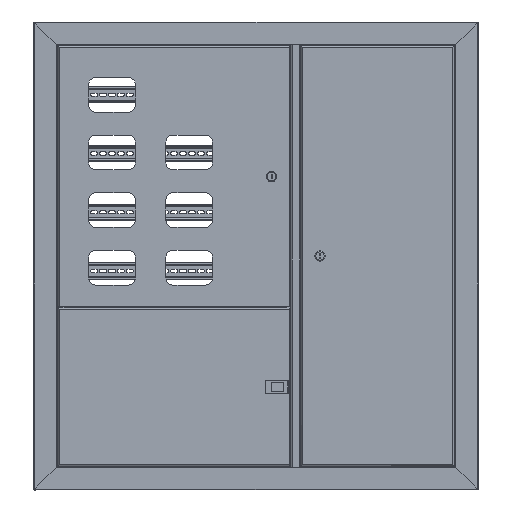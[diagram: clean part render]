
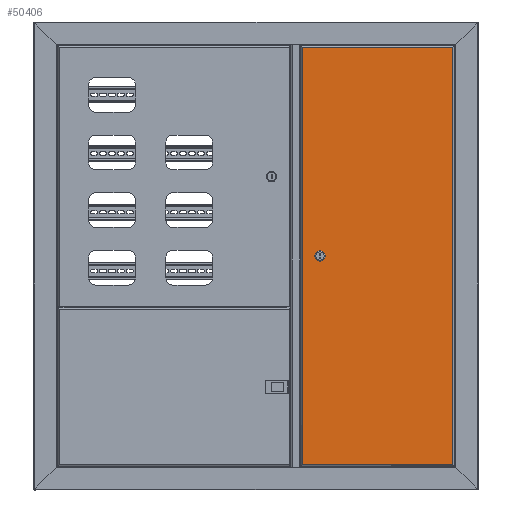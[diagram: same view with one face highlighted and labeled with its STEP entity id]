
A CAD part, top view. The second image highlights one B-rep face of the part: STEP entity #50406.
In plain terms, the highlighted planar face has unit normal (0, 0, 1).
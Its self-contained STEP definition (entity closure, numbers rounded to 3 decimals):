
#767 = ORIENTED_EDGE ( 'NONE', *, *, #39224, .F. ) ;
#1663 = CARTESIAN_POINT ( 'NONE',  ( 444.551, 31.5, 0. ) ) ;
#1704 = ORIENTED_EDGE ( 'NONE', *, *, #44691, .T. ) ;
#2161 = FACE_BOUND ( 'NONE', #22973, .T. ) ;
#2339 = ORIENTED_EDGE ( 'NONE', *, *, #46271, .T. ) ;
#2465 = VERTEX_POINT ( 'NONE', #35000 ) ;
#5327 = DIRECTION ( 'NONE',  ( 1., 0., 0. ) ) ;
#6225 = AXIS2_PLACEMENT_3D ( 'NONE', #15085, #32189, #6647 ) ;
#6314 = CARTESIAN_POINT ( 'NONE',  ( 448.2, 40., 0. ) ) ;
#6589 = EDGE_CURVE ( 'NONE', #46353, #36417, #51087, .T. ) ;
#6647 = DIRECTION ( 'NONE',  ( -1., 0., 0. ) ) ;
#8207 = LINE ( 'NONE', #37428, #55396 ) ;
#9045 = DIRECTION ( 'NONE',  ( 1., 0., 0. ) ) ;
#10747 = DIRECTION ( 'NONE',  ( -1., 0., 0. ) ) ;
#11754 = VECTOR ( 'NONE', #24217, 1000. ) ;
#12639 = CARTESIAN_POINT ( 'NONE',  ( 451.849, 48.5, 0. ) ) ;
#14327 = LINE ( 'NONE', #52501, #48499 ) ;
#14458 = CIRCLE ( 'NONE', #45828, 9.25 ) ;
#15085 = CARTESIAN_POINT ( 'NONE',  ( 0., 325.7, 0. ) ) ;
#15147 = VERTEX_POINT ( 'NONE', #30641 ) ;
#15171 = VECTOR ( 'NONE', #31191, 1000. ) ;
#15242 = CARTESIAN_POINT ( 'NONE',  ( 451.849, 31.5, 0. ) ) ;
#15661 = EDGE_LOOP ( 'NONE', ( #2339, #1704, #54081, #26745 ) ) ;
#16512 = ORIENTED_EDGE ( 'NONE', *, *, #28023, .F. ) ;
#18340 = CARTESIAN_POINT ( 'NONE',  ( 451.849, 31.5, 0. ) ) ;
#18730 = FACE_OUTER_BOUND ( 'NONE', #15661, .T. ) ;
#20832 = CIRCLE ( 'NONE', #24427, 9.25 ) ;
#22247 = EDGE_CURVE ( 'NONE', #49411, #2465, #8207, .T. ) ;
#22730 = CARTESIAN_POINT ( 'NONE',  ( 448.2, 40., 0. ) ) ;
#22973 = EDGE_LOOP ( 'NONE', ( #31583, #767, #16512, #37644, #24483 ) ) ;
#24217 = DIRECTION ( 'NONE',  ( 0., 1., 0. ) ) ;
#24427 = AXIS2_PLACEMENT_3D ( 'NONE', #22730, #31117, #33633 ) ;
#24483 = ORIENTED_EDGE ( 'NONE', *, *, #31643, .F. ) ;
#24951 = CARTESIAN_POINT ( 'NONE',  ( 444.551, 48.5, 0. ) ) ;
#26712 = CARTESIAN_POINT ( 'NONE',  ( 1.7, 324.293, 0. ) ) ;
#26745 = ORIENTED_EDGE ( 'NONE', *, *, #48506, .T. ) ;
#28023 = EDGE_CURVE ( 'NONE', #44662, #15147, #20832, .T. ) ;
#29542 = VECTOR ( 'NONE', #9045, 1000. ) ;
#30641 = CARTESIAN_POINT ( 'NONE',  ( 457.45, 40., 0. ) ) ;
#31117 = DIRECTION ( 'NONE',  ( 0., 0., 1. ) ) ;
#31191 = DIRECTION ( 'NONE',  ( 0., -1., 0. ) ) ;
#31583 = ORIENTED_EDGE ( 'NONE', *, *, #6589, .F. ) ;
#31643 = EDGE_CURVE ( 'NONE', #36417, #45109, #47646, .T. ) ;
#31797 = CARTESIAN_POINT ( 'NONE',  ( 894.7, 0., 0. ) ) ;
#32057 = LINE ( 'NONE', #31797, #11754 ) ;
#32189 = DIRECTION ( 'NONE',  ( 0., 0., -1. ) ) ;
#33522 = CARTESIAN_POINT ( 'NONE',  ( 894.7, 324., 0. ) ) ;
#33633 = DIRECTION ( 'NONE',  ( 1., 0., 0. ) ) ;
#35000 = CARTESIAN_POINT ( 'NONE',  ( 1.7, 324., 0. ) ) ;
#35696 = EDGE_CURVE ( 'NONE', #45109, #44662, #47509, .T. ) ;
#36385 = DIRECTION ( 'NONE',  ( 1., 0., 0. ) ) ;
#36417 = VERTEX_POINT ( 'NONE', #24951 ) ;
#37428 = CARTESIAN_POINT ( 'NONE',  ( 894.993, 324., 0. ) ) ;
#37644 = ORIENTED_EDGE ( 'NONE', *, *, #35696, .F. ) ;
#38903 = CARTESIAN_POINT ( 'NONE',  ( 448.2, 40., 0. ) ) ;
#39224 = EDGE_CURVE ( 'NONE', #15147, #46353, #14458, .T. ) ;
#41142 = DIRECTION ( 'NONE',  ( 0., 0., 1. ) ) ;
#41389 = AXIS2_PLACEMENT_3D ( 'NONE', #38903, #52079, #47881 ) ;
#42350 = VERTEX_POINT ( 'NONE', #44722 ) ;
#42565 = VERTEX_POINT ( 'NONE', #46962 ) ;
#43552 = LINE ( 'NONE', #26712, #15171 ) ;
#44662 = VERTEX_POINT ( 'NONE', #15242 ) ;
#44691 = EDGE_CURVE ( 'NONE', #42565, #49411, #32057, .T. ) ;
#44722 = CARTESIAN_POINT ( 'NONE',  ( 1.7, 1.7, 0. ) ) ;
#45109 = VERTEX_POINT ( 'NONE', #1663 ) ;
#45828 = AXIS2_PLACEMENT_3D ( 'NONE', #6314, #41142, #36385 ) ;
#46271 = EDGE_CURVE ( 'NONE', #42350, #42565, #14327, .T. ) ;
#46353 = VERTEX_POINT ( 'NONE', #48861 ) ;
#46541 = VECTOR ( 'NONE', #10747, 1000. ) ;
#46962 = CARTESIAN_POINT ( 'NONE',  ( 894.7, 1.7, 0. ) ) ;
#47509 = LINE ( 'NONE', #18340, #29542 ) ;
#47646 = CIRCLE ( 'NONE', #41389, 9.25 ) ;
#47881 = DIRECTION ( 'NONE',  ( 1., 0., 0. ) ) ;
#48499 = VECTOR ( 'NONE', #5327, 1000. ) ;
#48506 = EDGE_CURVE ( 'NONE', #2465, #42350, #43552, .T. ) ;
#48778 = PLANE ( 'NONE',  #6225 ) ;
#48861 = CARTESIAN_POINT ( 'NONE',  ( 451.849, 48.5, 0. ) ) ;
#49411 = VERTEX_POINT ( 'NONE', #33522 ) ;
#50353 = DIRECTION ( 'NONE',  ( -1., 0., 0. ) ) ;
#50406 = ADVANCED_FACE ( 'NONE', ( #2161, #18730 ), #48778, .F. ) ;
#51087 = LINE ( 'NONE', #12639, #46541 ) ;
#52079 = DIRECTION ( 'NONE',  ( 0., 0., 1. ) ) ;
#52501 = CARTESIAN_POINT ( 'NONE',  ( 1.7, 1.7, 0. ) ) ;
#54081 = ORIENTED_EDGE ( 'NONE', *, *, #22247, .T. ) ;
#55396 = VECTOR ( 'NONE', #50353, 1000. ) ;
